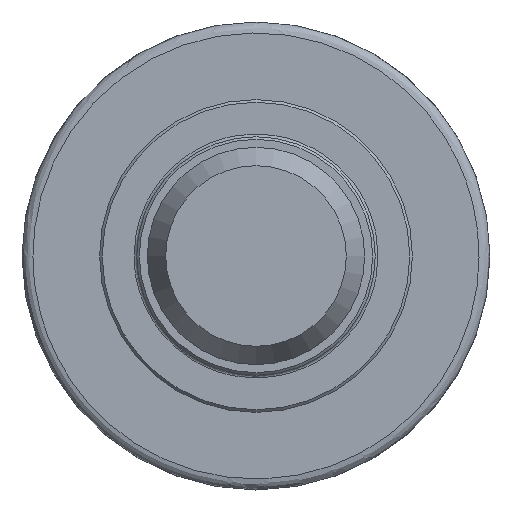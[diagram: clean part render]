
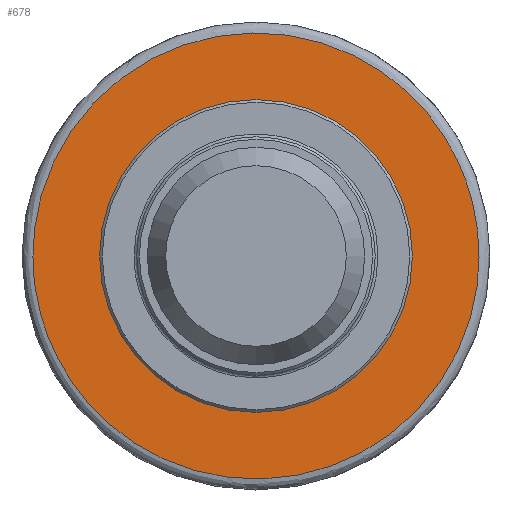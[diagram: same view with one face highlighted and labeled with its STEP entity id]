
A CAD part, left-side view. The second image highlights one B-rep face of the part: STEP entity #678.
In plain terms, the highlighted planar face has unit normal (-1, 0, 0).
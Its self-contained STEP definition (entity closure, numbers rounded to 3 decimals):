
#8 =( BOUNDED_CURVE ( )  B_SPLINE_CURVE ( 3, ( #1439, #1436, #1444, #1445, #1446, #1447, #1448 ),
 .UNSPECIFIED., .T., .T. ) 
 B_SPLINE_CURVE_WITH_KNOTS ( ( 4, 3, 4 ),
 ( 0., 0.5, 1. ),
 .UNSPECIFIED. ) 
 CURVE ( )  GEOMETRIC_REPRESENTATION_ITEM ( )  RATIONAL_B_SPLINE_CURVE ( ( 1., 0.333, 0.333, 1., 0.333, 0.333, 1. ) ) 
 REPRESENTATION_ITEM ( '' )  );
#76 = EDGE_LOOP ( 'NONE', ( #267 ) ) ;
#102 = EDGE_LOOP ( 'NONE', ( #266 ) ) ;
#266 = ORIENTED_EDGE ( 'NONE', *, *, #448, .T. ) ;
#267 = ORIENTED_EDGE ( 'NONE', *, *, #450, .F. ) ;
#448 = EDGE_CURVE ( 'NONE', #2351, #2351, #1810, .T. ) ;
#450 = EDGE_CURVE ( 'NONE', #2355, #2355, #8, .T. ) ;
#489 = AXIS2_PLACEMENT_3D ( 'NONE', #1430, #1437, #1438 ) ;
#625 = AXIS2_PLACEMENT_3D ( 'NONE', #2159, #2172, #2173 ) ;
#678 = ADVANCED_FACE ( 'NONE', ( #2021, #2019 ), #2163, .T. ) ;
#1430 = CARTESIAN_POINT ( 'NONE',  ( 23.7, 0., 0. ) ) ;
#1436 = CARTESIAN_POINT ( 'NONE',  ( 23.7, 42.079, 84.158 ) ) ;
#1437 = DIRECTION ( 'NONE',  ( 1., 0., 0. ) ) ;
#1438 = DIRECTION ( 'NONE',  ( 0., 1., 0. ) ) ;
#1439 = CARTESIAN_POINT ( 'NONE',  ( 23.7, 42.079, 0. ) ) ;
#1444 = CARTESIAN_POINT ( 'NONE',  ( 23.7, -42.079, 84.158 ) ) ;
#1445 = CARTESIAN_POINT ( 'NONE',  ( 23.7, -42.079, 0. ) ) ;
#1446 = CARTESIAN_POINT ( 'NONE',  ( 23.7, -42.079, -84.158 ) ) ;
#1447 = CARTESIAN_POINT ( 'NONE',  ( 23.7, 42.079, -84.158 ) ) ;
#1448 = CARTESIAN_POINT ( 'NONE',  ( 23.7, 42.079, 0. ) ) ;
#1810 = CIRCLE ( 'NONE', #489, 27.65 ) ;
#2019 = FACE_OUTER_BOUND ( 'NONE', #76, .T. ) ;
#2021 = FACE_BOUND ( 'NONE', #102, .T. ) ;
#2159 = CARTESIAN_POINT ( 'NONE',  ( 23.7, 38.27, 0. ) ) ;
#2163 = PLANE ( 'NONE',  #625 ) ;
#2172 = DIRECTION ( 'NONE',  ( -1., 0., 0. ) ) ;
#2173 = DIRECTION ( 'NONE',  ( 0., 0., 1. ) ) ;
#2351 = VERTEX_POINT ( 'NONE', #2352 ) ;
#2352 = CARTESIAN_POINT ( 'NONE',  ( 23.7, 27.65, 0. ) ) ;
#2355 = VERTEX_POINT ( 'NONE', #2356 ) ;
#2356 = CARTESIAN_POINT ( 'NONE',  ( 23.7, 42.079, 0. ) ) ;
